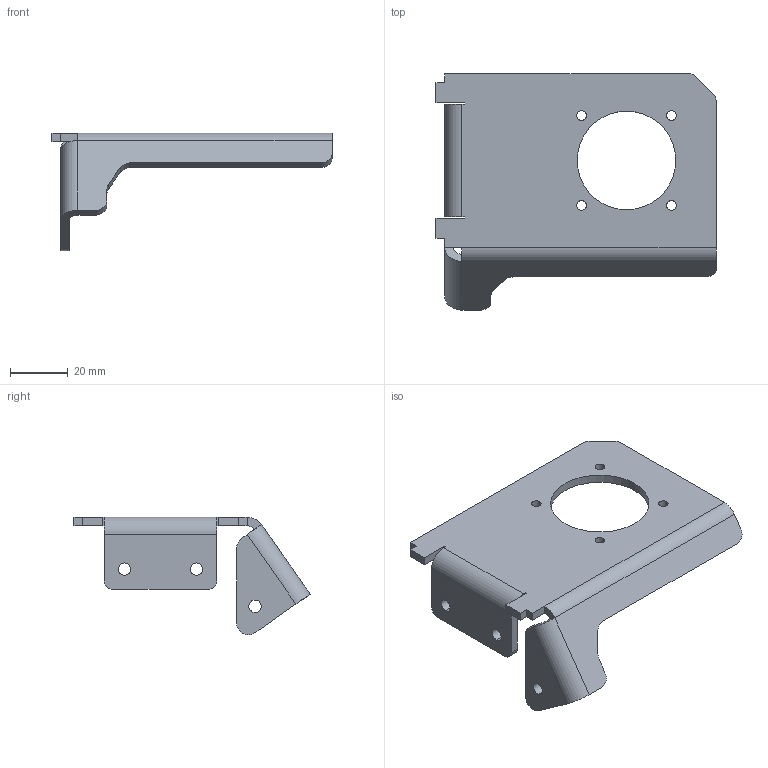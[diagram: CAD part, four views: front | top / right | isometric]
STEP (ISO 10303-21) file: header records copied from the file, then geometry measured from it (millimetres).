
FILE_DESCRIPTION (( 'STEP AP214' ), '1' );
FILE_NAME ('BLKS-SM002-diff_side_plate_shaft_left_rib.STEP', '2025-06-17T11:42:18', ( '' ), ( '' ), 'SwSTEP 2.0', 'SolidWorks 2024', '' );
FILE_SCHEMA (( 'AUTOMOTIVE_DESIGN' ));
Length unit declared in the file: millimetre
Products named in the file (1): BLKS-SM002-diff_side_plate_shaft_left_rib
Bounding box: 97 x 81.8 x 40.76 mm (x, y, z)
Volume: 22472.2 mm3; surface area: 16998 mm2
Topology: 1 solids, 1 shells, 73 faces, 189 edges, 118 vertices
Faces by surface type: plane 41, cylinder 32
Entity records: 2270 total; most frequent: DIRECTION 401, CARTESIAN_POINT 381, ORIENTED_EDGE 378, EDGE_CURVE 189, AXIS2_PLACEMENT_3D 138, LINE 125, VECTOR 125, VERTEX_POINT 118
